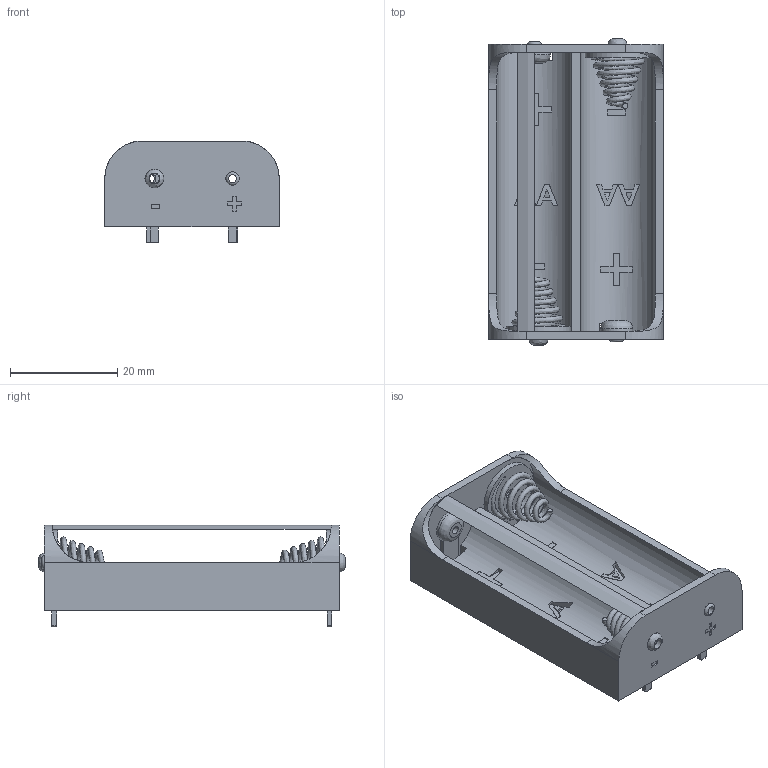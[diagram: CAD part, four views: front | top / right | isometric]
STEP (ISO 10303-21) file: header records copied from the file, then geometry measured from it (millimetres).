
FILE_DESCRIPTION(/* description */ (''),/* implementation_level */ '2;1');
FILE_NAME(/* name */ 'AA Battery Case.step',/* time_stamp */ '2022-01-22T13:06:58+06:00',/* author */ (''),/* organization */ (''),/* preprocessor_version */ 'ST-DEVELOPER v18.1',/* originating_system */ 'Autodesk Translation Framework v10.13.0.1454',/* authorisation */ '');
FILE_SCHEMA (('AUTOMOTIVE_DESIGN { 1 0 10303 214 3 1 1 }'));
Length unit declared in the file: millimetre
Products named in the file (5): Remote Battery Case; AA Battery Case; Positive Terminal; Negative Terminal; Connecting Plate
Assembly tree (6 placements, depth 2):
  Remote Battery Case
    Positive Terminal  x2
    AA Battery Case
    Negative Terminal  x2
    Connecting Plate
Bounding box: 32.5 x 57.07 x 19 mm (x, y, z)
Volume: 9213.2 mm3; surface area: 9261.5 mm2
Topology: 8 solids, 8 shells, 275 faces, 703 edges, 463 vertices
Faces by surface type: plane 203, cylinder 62, bspline 8, torus 2
Full cylindrical faces by diameter (mm): 1.5 x2, 1.8 x2, 2 x14, 3.5 x2, 12 x2
Entity records: 7871 total; most frequent: CARTESIAN_POINT 2126, DIRECTION 1171, ORIENTED_EDGE 1142, EDGE_CURVE 571, LINE 403, VECTOR 403, AXIS2_PLACEMENT_3D 384, VERTEX_POINT 375
